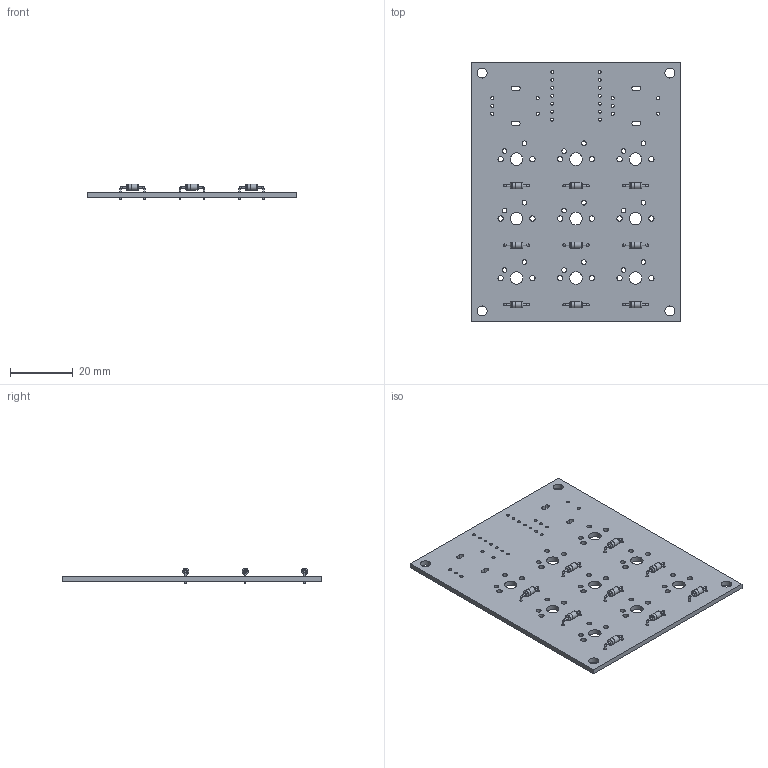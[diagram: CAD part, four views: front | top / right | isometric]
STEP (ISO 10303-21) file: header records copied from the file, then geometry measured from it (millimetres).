
FILE_DESCRIPTION(('KiCad electronic assembly'),'2;1');
FILE_NAME('SplashPad.step','2025-02-08T18:10:42',('Pcbnew'),('Kicad'), 'Open CASCADE STEP processor 7.8','KiCad to STEP converter','Unknown' );
FILE_SCHEMA(('AUTOMOTIVE_DESIGN { 1 0 10303 214 1 1 1 1 }'));
Length unit declared in the file: millimetre
Products named in the file (4): SplashPad 1; D_DO-35_SOD27_P7.62mm_Horizontal; SplashPad_PCB
Assembly tree (11 placements, depth 3):
  SplashPad 1
    D_DO-35_SOD27_P7.62mm_Horizontal  x9
      D_DO-35_SOD27_P7.62mm_Horizontal
    SplashPad_PCB
Bounding box: 67 x 83 x 5.01 mm (x, y, z)
Volume: 8621.1 mm3; surface area: 12334.1 mm2
Topology: 19 solids, 19 shells, 257 faces, 549 edges, 348 vertices
Faces by surface type: cylinder 153, plane 68, torus 36
Full cylindrical faces by diameter (mm): 0.5 x27, 0.8 x18, 0.889 x14, 1 x10, 1.5 x18, 1.7 x18, 2 x18, 2.02 x9, 3.2 x4, 4 x9
Entity records: 4868 total; most frequent: DIRECTION 855, CARTESIAN_POINT 734, ORIENTED_EDGE 714, AXIS2_PLACEMENT_3D 357, EDGE_CURVE 357, FACE_BOUND 321, EDGE_LOOP 321, VERTEX_POINT 236
